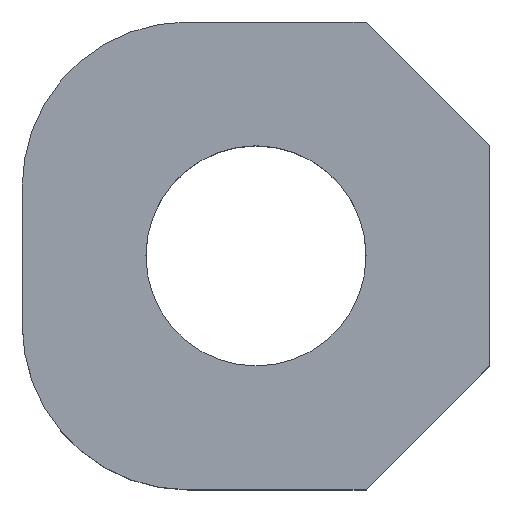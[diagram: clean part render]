
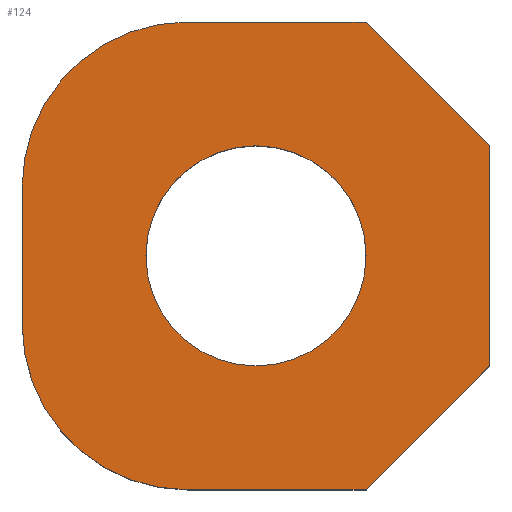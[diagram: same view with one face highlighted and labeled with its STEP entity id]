
A CAD part, top view. The second image highlights one B-rep face of the part: STEP entity #124.
In plain terms, the highlighted planar face has unit normal (0, 0, 1).
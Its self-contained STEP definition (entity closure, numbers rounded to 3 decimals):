
#124=ADVANCED_FACE('',(#184,#185),#135,.T.);
#135=PLANE('',#312);
#148=LINE('',#400,#168);
#149=LINE('',#403,#169);
#150=LINE('',#405,#170);
#151=LINE('',#409,#171);
#152=LINE('',#413,#172);
#153=LINE('',#415,#173);
#168=VECTOR('',#340,1.);
#169=VECTOR('',#341,1.);
#170=VECTOR('',#342,1.);
#171=VECTOR('',#345,1.);
#172=VECTOR('',#348,1.);
#173=VECTOR('',#349,1.);
#184=FACE_BOUND('',#190,.T.);
#185=FACE_BOUND('',#191,.T.);
#190=EDGE_LOOP('',(#211));
#191=EDGE_LOOP('',(#212,#213,#214,#215,#216,#217,#218,#219));
#211=ORIENTED_EDGE('',*,*,#281,.T.);
#212=ORIENTED_EDGE('',*,*,#282,.F.);
#213=ORIENTED_EDGE('',*,*,#283,.T.);
#214=ORIENTED_EDGE('',*,*,#284,.F.);
#215=ORIENTED_EDGE('',*,*,#285,.T.);
#216=ORIENTED_EDGE('',*,*,#286,.F.);
#217=ORIENTED_EDGE('',*,*,#287,.T.);
#218=ORIENTED_EDGE('',*,*,#288,.F.);
#219=ORIENTED_EDGE('',*,*,#289,.T.);
#263=VERTEX_POINT('',#399);
#264=VERTEX_POINT('',#401);
#265=VERTEX_POINT('',#402);
#266=VERTEX_POINT('',#404);
#267=VERTEX_POINT('',#406);
#268=VERTEX_POINT('',#408);
#269=VERTEX_POINT('',#410);
#270=VERTEX_POINT('',#412);
#271=VERTEX_POINT('',#414);
#281=EDGE_CURVE('',#263,#263,#301,.T.);
#282=EDGE_CURVE('',#264,#265,#148,.T.);
#283=EDGE_CURVE('',#264,#266,#149,.T.);
#284=EDGE_CURVE('',#267,#266,#150,.T.);
#285=EDGE_CURVE('',#267,#268,#302,.T.);
#286=EDGE_CURVE('',#269,#268,#151,.T.);
#287=EDGE_CURVE('',#269,#270,#303,.T.);
#288=EDGE_CURVE('',#271,#270,#152,.T.);
#289=EDGE_CURVE('',#271,#265,#153,.T.);
#301=CIRCLE('',#309,0.04);
#302=CIRCLE('',#310,0.06);
#303=CIRCLE('',#311,0.06);
#309=AXIS2_PLACEMENT_3D('',#398,#338,#339);
#310=AXIS2_PLACEMENT_3D('',#407,#343,#344);
#311=AXIS2_PLACEMENT_3D('',#411,#346,#347);
#312=AXIS2_PLACEMENT_3D('',#416,#350,#351);
#338=DIRECTION('',(0.,0.,-1.));
#339=DIRECTION('',(1.,0.,0.));
#340=DIRECTION('',(0.,-1.,0.));
#341=DIRECTION('',(-0.707,0.707,0.));
#342=DIRECTION('',(1.,0.,0.));
#343=DIRECTION('',(0.,0.,1.));
#344=DIRECTION('',(1.,0.,0.));
#345=DIRECTION('',(0.,1.,0.));
#346=DIRECTION('',(0.,0.,1.));
#347=DIRECTION('',(1.,0.,0.));
#348=DIRECTION('',(-1.,0.,0.));
#349=DIRECTION('',(0.707,0.707,0.));
#350=DIRECTION('',(0.,0.,1.));
#351=DIRECTION('',(1.,0.,0.));
#398=CARTESIAN_POINT('',(0.5,0.25,0.25));
#399=CARTESIAN_POINT('',(0.54,0.25,0.25));
#400=CARTESIAN_POINT('',(0.585,0.25,0.25));
#401=CARTESIAN_POINT('',(0.585,0.29,0.25));
#402=CARTESIAN_POINT('',(0.585,0.21,0.25));
#403=CARTESIAN_POINT('',(0.563,0.313,0.25));
#404=CARTESIAN_POINT('',(0.54,0.335,0.25));
#405=CARTESIAN_POINT('',(0.5,0.335,0.25));
#406=CARTESIAN_POINT('',(0.475,0.335,0.25));
#407=CARTESIAN_POINT('',(0.475,0.275,0.25));
#408=CARTESIAN_POINT('',(0.415,0.275,0.25));
#409=CARTESIAN_POINT('',(0.415,0.25,0.25));
#410=CARTESIAN_POINT('',(0.415,0.225,0.25));
#411=CARTESIAN_POINT('',(0.475,0.225,0.25));
#412=CARTESIAN_POINT('',(0.475,0.165,0.25));
#413=CARTESIAN_POINT('',(0.5,0.165,0.25));
#414=CARTESIAN_POINT('',(0.54,0.165,0.25));
#415=CARTESIAN_POINT('',(0.563,0.188,0.25));
#416=CARTESIAN_POINT('',(0.5,0.25,0.25));
